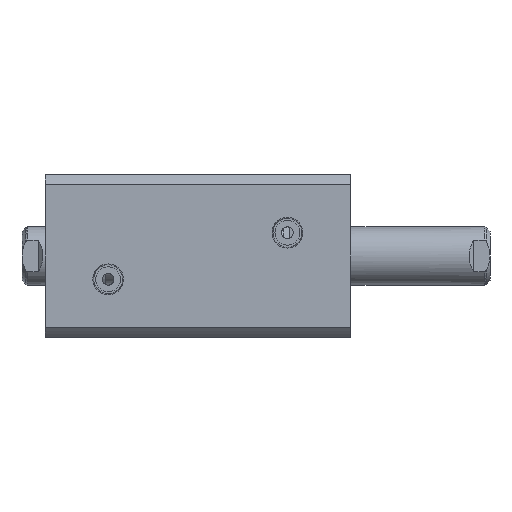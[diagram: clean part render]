
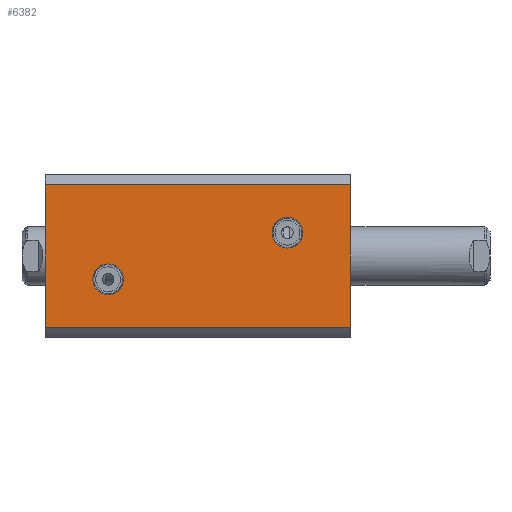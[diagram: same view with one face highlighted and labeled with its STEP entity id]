
A CAD part, left-side view. The second image highlights one B-rep face of the part: STEP entity #6382.
In plain terms, the highlighted planar face has unit normal (-1, 0, 0).
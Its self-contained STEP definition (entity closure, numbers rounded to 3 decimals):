
#272 = EDGE_CURVE ( 'NONE', #1246, #8816, #6224, .T. ) ;
#368 = ORIENTED_EDGE ( 'NONE', *, *, #8542, .F. ) ;
#416 = DIRECTION ( 'NONE',  ( -1., 0., 0. ) ) ;
#450 = DIRECTION ( 'NONE',  ( 0., 0., 1. ) ) ;
#550 = VECTOR ( 'NONE', #4433, 1000. ) ;
#620 = CARTESIAN_POINT ( 'NONE',  ( -35., -30.615, -169. ) ) ;
#659 = AXIS2_PLACEMENT_3D ( 'NONE', #9743, #8331, #2973 ) ;
#678 = VERTEX_POINT ( 'NONE', #5333 ) ;
#841 = CARTESIAN_POINT ( 'NONE',  ( -35., 30.615, 131. ) ) ;
#888 = FACE_OUTER_BOUND ( 'NONE', #1232, .T. ) ;
#1000 = EDGE_CURVE ( 'NONE', #8816, #1246, #7377, .T. ) ;
#1004 = CARTESIAN_POINT ( 'NONE',  ( -35., 35., 131. ) ) ;
#1012 = LINE ( 'NONE', #4169, #8511 ) ;
#1135 = FACE_BOUND ( 'NONE', #7296, .T. ) ;
#1175 = VERTEX_POINT ( 'NONE', #841 ) ;
#1232 = EDGE_LOOP ( 'NONE', ( #7064, #8130, #6235, #1942 ) ) ;
#1246 = VERTEX_POINT ( 'NONE', #2748 ) ;
#1413 = PLANE ( 'NONE',  #7797 ) ;
#1502 = DIRECTION ( 'NONE',  ( 0., -1., 0. ) ) ;
#1534 = EDGE_CURVE ( 'NONE', #3144, #678, #4943, .T. ) ;
#1623 = DIRECTION ( 'NONE',  ( 0., 0., 1. ) ) ;
#1656 = DIRECTION ( 'NONE',  ( -1., 0., 0. ) ) ;
#1690 = CARTESIAN_POINT ( 'NONE',  ( -35., -10., 27. ) ) ;
#1942 = ORIENTED_EDGE ( 'NONE', *, *, #2182, .F. ) ;
#2001 = AXIS2_PLACEMENT_3D ( 'NONE', #6013, #416, #450 ) ;
#2182 = EDGE_CURVE ( 'NONE', #1175, #2515, #2611, .T. ) ;
#2360 = AXIS2_PLACEMENT_3D ( 'NONE', #1690, #1656, #1623 ) ;
#2444 = CARTESIAN_POINT ( 'NONE',  ( -35., -30.615, 131. ) ) ;
#2515 = VERTEX_POINT ( 'NONE', #2444 ) ;
#2611 = LINE ( 'NONE', #1004, #6741 ) ;
#2748 = CARTESIAN_POINT ( 'NONE',  ( -35., -10., 33.603 ) ) ;
#2834 = VECTOR ( 'NONE', #3258, 1000. ) ;
#2948 = CARTESIAN_POINT ( 'NONE',  ( -35., 35., 131. ) ) ;
#2973 = DIRECTION ( 'NONE',  ( 0., 0., 1. ) ) ;
#3110 = CARTESIAN_POINT ( 'NONE',  ( -35., 10., 104. ) ) ;
#3144 = VERTEX_POINT ( 'NONE', #6554 ) ;
#3258 = DIRECTION ( 'NONE',  ( 0., -1., 0. ) ) ;
#3602 = VERTEX_POINT ( 'NONE', #6612 ) ;
#3664 = VERTEX_POINT ( 'NONE', #8592 ) ;
#3879 = DIRECTION ( 'NONE',  ( 0., 0., 1. ) ) ;
#4169 = CARTESIAN_POINT ( 'NONE',  ( -35., 30.615, -169. ) ) ;
#4433 = DIRECTION ( 'NONE',  ( 0., 0., -1. ) ) ;
#4510 = DIRECTION ( 'NONE',  ( 1., 0., 0. ) ) ;
#4943 = CIRCLE ( 'NONE', #2001, 6.603 ) ;
#4968 = DIRECTION ( 'NONE',  ( 0., 0., 1. ) ) ;
#5105 = EDGE_CURVE ( 'NONE', #3664, #3602, #9025, .T. ) ;
#5333 = CARTESIAN_POINT ( 'NONE',  ( -35., 10., 110.603 ) ) ;
#5593 = ORIENTED_EDGE ( 'NONE', *, *, #1534, .F. ) ;
#5809 = CARTESIAN_POINT ( 'NONE',  ( -35., -10., 20.397 ) ) ;
#6013 = CARTESIAN_POINT ( 'NONE',  ( -35., 10., 104. ) ) ;
#6126 = EDGE_CURVE ( 'NONE', #3664, #1175, #1012, .T. ) ;
#6131 = ORIENTED_EDGE ( 'NONE', *, *, #272, .F. ) ;
#6224 = CIRCLE ( 'NONE', #659, 6.603 ) ;
#6235 = ORIENTED_EDGE ( 'NONE', *, *, #9419, .F. ) ;
#6382 = ADVANCED_FACE ( 'NONE', ( #1135, #8624, #888 ), #1413, .F. ) ;
#6554 = CARTESIAN_POINT ( 'NONE',  ( -35., 10., 97.397 ) ) ;
#6612 = CARTESIAN_POINT ( 'NONE',  ( -35., -30.615, 0. ) ) ;
#6632 = EDGE_LOOP ( 'NONE', ( #6131, #9797 ) ) ;
#6741 = VECTOR ( 'NONE', #1502, 1000. ) ;
#6803 = CIRCLE ( 'NONE', #9295, 6.603 ) ;
#6912 = LINE ( 'NONE', #620, #550 ) ;
#7064 = ORIENTED_EDGE ( 'NONE', *, *, #6126, .F. ) ;
#7296 = EDGE_LOOP ( 'NONE', ( #368, #5593 ) ) ;
#7377 = CIRCLE ( 'NONE', #2360, 6.603 ) ;
#7797 = AXIS2_PLACEMENT_3D ( 'NONE', #2948, #4510, #9907 ) ;
#7902 = CARTESIAN_POINT ( 'NONE',  ( -35., 35., 0. ) ) ;
#8130 = ORIENTED_EDGE ( 'NONE', *, *, #5105, .T. ) ;
#8331 = DIRECTION ( 'NONE',  ( -1., 0., 0. ) ) ;
#8511 = VECTOR ( 'NONE', #4968, 1000. ) ;
#8542 = EDGE_CURVE ( 'NONE', #678, #3144, #6803, .T. ) ;
#8551 = DIRECTION ( 'NONE',  ( -1., 0., 0. ) ) ;
#8592 = CARTESIAN_POINT ( 'NONE',  ( -35., 30.615, 0. ) ) ;
#8624 = FACE_BOUND ( 'NONE', #6632, .T. ) ;
#8816 = VERTEX_POINT ( 'NONE', #5809 ) ;
#9025 = LINE ( 'NONE', #7902, #2834 ) ;
#9295 = AXIS2_PLACEMENT_3D ( 'NONE', #3110, #8551, #3879 ) ;
#9419 = EDGE_CURVE ( 'NONE', #2515, #3602, #6912, .T. ) ;
#9743 = CARTESIAN_POINT ( 'NONE',  ( -35., -10., 27. ) ) ;
#9797 = ORIENTED_EDGE ( 'NONE', *, *, #1000, .F. ) ;
#9907 = DIRECTION ( 'NONE',  ( 0., 1., 0. ) ) ;
